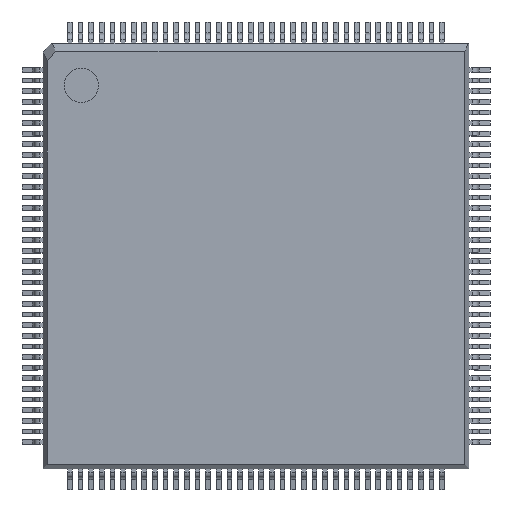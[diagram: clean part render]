
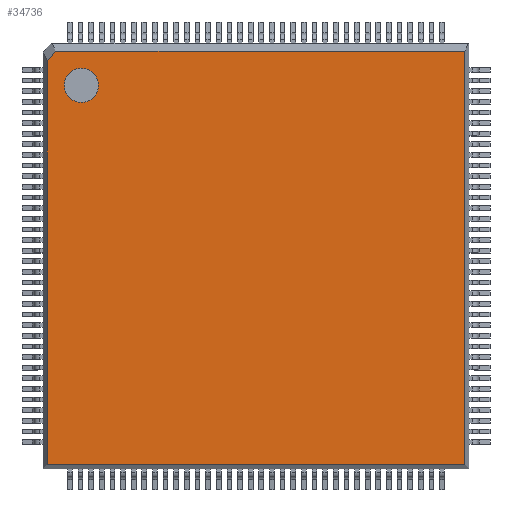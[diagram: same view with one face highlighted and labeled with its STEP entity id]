
A CAD part, top view. The second image highlights one B-rep face of the part: STEP entity #34736.
In plain terms, the highlighted planar face has unit normal (0, 0, 1).
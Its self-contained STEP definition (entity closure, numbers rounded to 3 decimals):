
#739=FACE_BOUND($,#3937,.T.);
#741=CIRCLE($,#37063,0.8);
#1901=FACE_OUTER_BOUND($,#3936,.T.);
#3936=EDGE_LOOP($,(#22847,#22848,#22849,#22850,#22851));
#3937=EDGE_LOOP($,(#22852));
#5987=LINE($,#50741,#10059);
#5989=LINE($,#50745,#10061);
#5990=LINE($,#50747,#10062);
#5991=LINE($,#50749,#10063);
#5992=LINE($,#50750,#10064);
#10059=VECTOR($,#40279,19.223);
#10061=VECTOR($,#40283,0.598);
#10062=VECTOR($,#40284,18.983);
#10063=VECTOR($,#40285,19.62);
#10064=VECTOR($,#40286,19.43);
#14126=VERTEX_POINT($,#50738);
#14127=VERTEX_POINT($,#50740);
#14128=VERTEX_POINT($,#50744);
#14129=VERTEX_POINT($,#50746);
#14130=VERTEX_POINT($,#50748);
#14131=VERTEX_POINT($,#50751);
#17614=EDGE_CURVE($,#14126,#14127,#5987,.T.);
#17616=EDGE_CURVE($,#14128,#14126,#5989,.T.);
#17617=EDGE_CURVE($,#14129,#14128,#5990,.T.);
#17618=EDGE_CURVE($,#14130,#14129,#5991,.T.);
#17619=EDGE_CURVE($,#14127,#14130,#5992,.T.);
#17620=EDGE_CURVE($,#14131,#14131,#741,.T.);
#22847=ORIENTED_EDGE($,*,*,#17616,.F.);
#22848=ORIENTED_EDGE($,*,*,#17617,.F.);
#22849=ORIENTED_EDGE($,*,*,#17618,.F.);
#22850=ORIENTED_EDGE($,*,*,#17619,.F.);
#22851=ORIENTED_EDGE($,*,*,#17614,.F.);
#22852=ORIENTED_EDGE($,*,*,#17620,.T.);
#33278=PLANE($,#37062);
#34736=ADVANCED_FACE($,(#1901,#739),#33278,.T.);
#37062=AXIS2_PLACEMENT_3D($,#50743,#40281,#40282);
#37063=AXIS2_PLACEMENT_3D($,#50752,#40287,#40288);
#40279=DIRECTION($,(1.,0.,0.));
#40281=DIRECTION('center_axis',(0.,0.,
1.));
#40282=DIRECTION('ref_axis',(1.,0.,0.));
#40283=DIRECTION($,(0.664,0.747,0.));
#40284=DIRECTION($,(0.,1.,0.));
#40285=DIRECTION($,(-1.,0.,0.));
#40286=DIRECTION($,(0.,-1.,0.));
#40287=DIRECTION('center_axis',(0.,0.,
-1.));
#40288=DIRECTION('ref_axis',(1.,0.,0.));
#50738=CARTESIAN_POINT('',(-9.413,9.62,1.6));
#50740=CARTESIAN_POINT('',(9.81,9.62,1.6));
#50741=CARTESIAN_POINT($,(-7.5,9.62,1.6));
#50743=CARTESIAN_POINT('Origin',(-10.,10.,1.6));
#50744=CARTESIAN_POINT('',(-9.81,9.173,1.6));
#50745=CARTESIAN_POINT($,(-9.557,9.457,1.6));
#50746=CARTESIAN_POINT('',(-9.81,-9.81,1.6));
#50747=CARTESIAN_POINT($,(-9.81,10.,1.6));
#50748=CARTESIAN_POINT('',(9.81,-9.81,1.6));
#50749=CARTESIAN_POINT($,(-5.,-9.81,1.6));
#50750=CARTESIAN_POINT($,(9.81,10.,1.6));
#50751=CARTESIAN_POINT('',(-7.41,8.02,1.6));
#50752=CARTESIAN_POINT('Origin',(-8.21,8.02,1.6));
